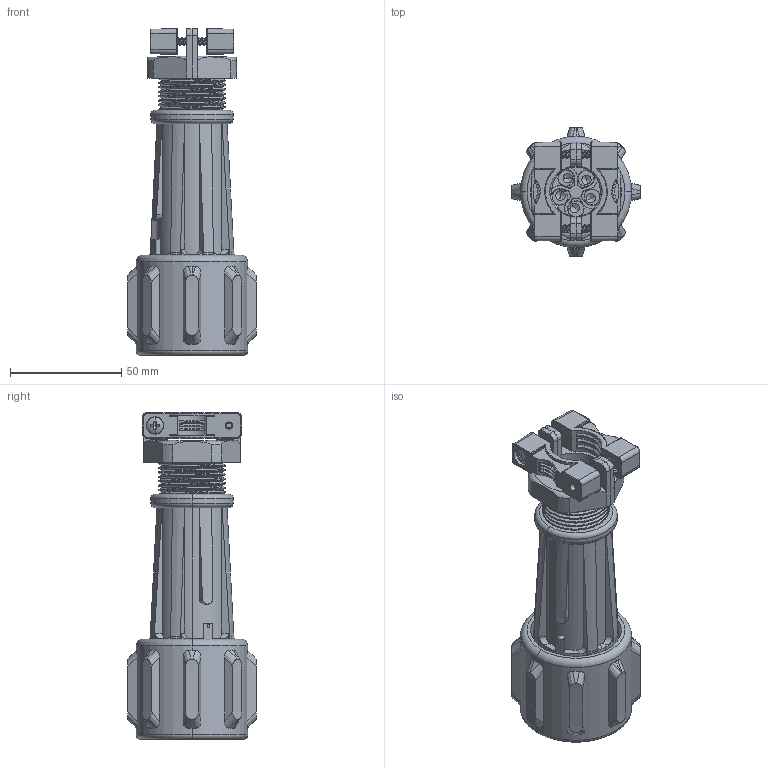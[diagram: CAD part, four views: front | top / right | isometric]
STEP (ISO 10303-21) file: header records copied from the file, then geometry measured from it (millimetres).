
FILE_DESCRIPTION(('STEP AP242'),'1');
FILE_NAME('pxa911-05-p.stp','2023-10-03T18:26:21',('TraceParts'),('TraceParts S.A.'),'Spatial InterOp 3D',' ',' ');
FILE_SCHEMA(('AP242_MANAGED_MODEL_BASED_3D_ENGINEERING_MIM_LF {1 0 10303 442 1 1 4}'));
Length unit declared in the file: millimetre
Products named in the file (1): LIST_PXA911-XX-X_SW0009
Bounding box: 58 x 58 x 146.75 mm (x, y, z)
Volume: 115193.3 mm3; surface area: 73840.6 mm2
Topology: 2 solids, 2 shells, 1501 faces, 3910 edges, 2510 vertices
Faces by surface type: plane 727, cylinder 408, cone 176, bspline 146, torus 22, sphere 22
Entity records: 82624 total; most frequent: CARTESIAN_POINT 47109, ORIENTED_EDGE 7780, DIRECTION 6720, EDGE_CURVE 3890, VERTEX_POINT 2510, LINE 2248, VECTOR 2248, AXIS2_PLACEMENT_3D 2236
